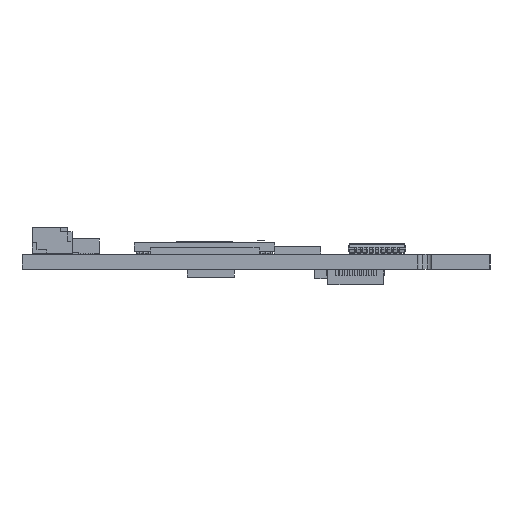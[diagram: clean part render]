
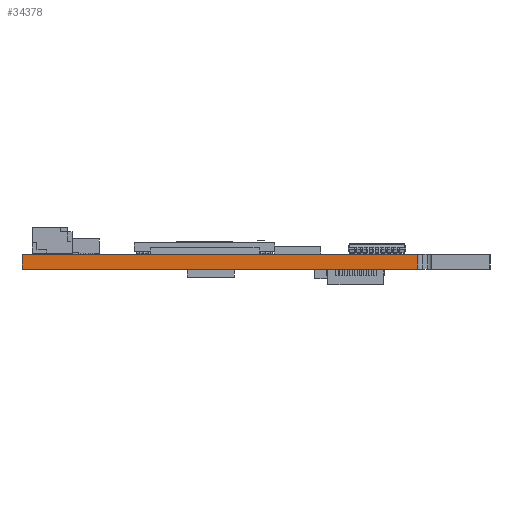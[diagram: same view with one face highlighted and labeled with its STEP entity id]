
A CAD part, left-side view. The second image highlights one B-rep face of the part: STEP entity #34378.
In plain terms, the highlighted planar face has unit normal (-1, 0, 0).
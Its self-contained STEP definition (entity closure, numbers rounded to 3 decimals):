
#145=DIRECTION('',(0.,-1.,0.));
#146=VECTOR('',#145,42.3);
#147=CARTESIAN_POINT('',(0.,50.,0.));
#148=LINE('',#147,#146);
#4691=DIRECTION('',(0.,0.,-1.));
#4692=VECTOR('',#4691,1.6);
#4693=CARTESIAN_POINT('',(0.,50.,0.));
#4694=LINE('',#4693,#4692);
#4698=DIRECTION('',(0.,0.,-1.));
#4699=VECTOR('',#4698,1.6);
#4700=CARTESIAN_POINT('',(0.,7.7,0.));
#4701=LINE('',#4700,#4699);
#4833=DIRECTION('',(0.,-1.,0.));
#4834=VECTOR('',#4833,42.3);
#4835=CARTESIAN_POINT('',(0.,50.,-1.6));
#4836=LINE('',#4835,#4834);
#27438=CARTESIAN_POINT('',(0.,50.,0.));
#27439=VERTEX_POINT('',#27438);
#27440=CARTESIAN_POINT('',(0.,7.7,0.));
#27441=VERTEX_POINT('',#27440);
#27477=CARTESIAN_POINT('',(0.,50.,-1.6));
#27478=VERTEX_POINT('',#27477);
#27479=CARTESIAN_POINT('',(0.,7.7,-1.6));
#27480=VERTEX_POINT('',#27479);
#34365=CARTESIAN_POINT('',(0.,50.,0.));
#34366=DIRECTION('',(-1.,0.,0.));
#34367=DIRECTION('',(0.,-1.,0.));
#34368=AXIS2_PLACEMENT_3D('',#34365,#34366,#34367);
#34369=PLANE('',#34368);
#34370=ORIENTED_EDGE('',*,*,#32649,.T.);
#34372=ORIENTED_EDGE('',*,*,#34371,.T.);
#34374=ORIENTED_EDGE('',*,*,#34373,.F.);
#34375=ORIENTED_EDGE('',*,*,#34357,.F.);
#34376=EDGE_LOOP('',(#34370,#34372,#34374,#34375));
#34377=FACE_OUTER_BOUND('',#34376,.F.);
#32649=EDGE_CURVE('',#27439,#27441,#148,.T.);
#34357=EDGE_CURVE('',#27439,#27478,#4694,.T.);
#34371=EDGE_CURVE('',#27441,#27480,#4701,.T.);
#34373=EDGE_CURVE('',#27478,#27480,#4836,.T.);
#34378=ADVANCED_FACE('',(#34377),#34369,.T.);
